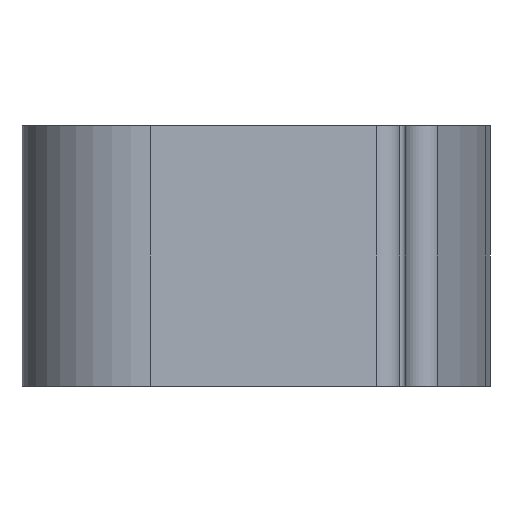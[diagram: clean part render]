
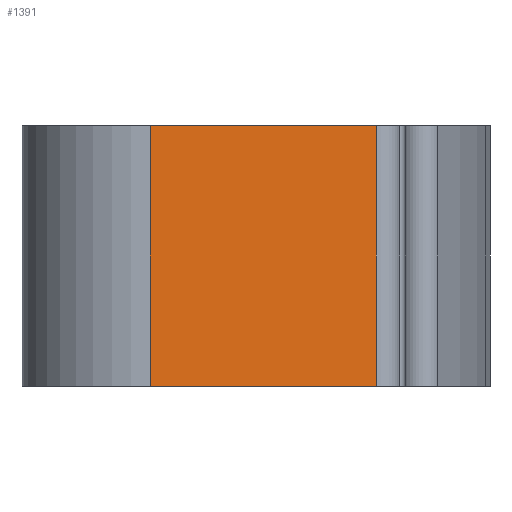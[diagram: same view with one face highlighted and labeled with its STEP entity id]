
A CAD part, left-side view. The second image highlights one B-rep face of the part: STEP entity #1391.
In plain terms, the highlighted planar face has unit normal (-0.995, -0.096, 0).
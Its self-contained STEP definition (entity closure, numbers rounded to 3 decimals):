
#1 = EDGE_CURVE ( 'NONE', #484, #464, #1799, .T. ) ;
#51 = EDGE_LOOP ( 'NONE', ( #1749, #1750, #1751, #1752 ) ) ;
#397 = CARTESIAN_POINT ( 'NONE',  ( -5.229, -2.931, -37.481 ) ) ;
#464 = VERTEX_POINT ( 'NONE', #616 ) ;
#484 = VERTEX_POINT ( 'NONE', #636 ) ;
#499 = VERTEX_POINT ( 'NONE', #651 ) ;
#529 = VERTEX_POINT ( 'NONE', #681 ) ;
#546 = DIRECTION ( 'NONE',  ( 0., 0., 1. ) ) ;
#616 = CARTESIAN_POINT ( 'NONE',  ( -5.229, -2.931, 5. ) ) ;
#636 = CARTESIAN_POINT ( 'NONE',  ( -5.229, -2.931, -5. ) ) ;
#651 = CARTESIAN_POINT ( 'NONE',  ( -4.395, -11.596, 5. ) ) ;
#681 = CARTESIAN_POINT ( 'NONE',  ( -4.395, -11.596, -5. ) ) ;
#880 = DIRECTION ( 'NONE',  ( 0.096, -0.995, 0. ) ) ;
#919 = CARTESIAN_POINT ( 'NONE',  ( -4.395, -11.596, -37.481 ) ) ;
#932 = DIRECTION ( 'NONE',  ( 0., 0., 1. ) ) ;
#983 = CARTESIAN_POINT ( 'NONE',  ( -4.395, -11.596, 5. ) ) ;
#988 = EDGE_CURVE ( 'NONE', #529, #499, #1881, .T. ) ;
#1006 = EDGE_CURVE ( 'NONE', #464, #499, #1891, .T. ) ;
#1391 = ADVANCED_FACE ( 'NONE', ( #2501 ), #3549, .T. ) ;
#1612 = AXIS2_PLACEMENT_3D ( 'NONE', #3548, #3558, #3559 ) ;
#1749 = ORIENTED_EDGE ( 'NONE', *, *, #3735, .F. ) ;
#1750 = ORIENTED_EDGE ( 'NONE', *, *, #988, .T. ) ;
#1751 = ORIENTED_EDGE ( 'NONE', *, *, #1006, .F. ) ;
#1752 = ORIENTED_EDGE ( 'NONE', *, *, #1, .F. ) ;
#1799 = LINE ( 'NONE', #397, #1800 ) ;
#1800 = VECTOR ( 'NONE', #546, 1000. ) ;
#1880 = VECTOR ( 'NONE', #932, 1000. ) ;
#1881 = LINE ( 'NONE', #919, #1880 ) ;
#1891 = LINE ( 'NONE', #983, #1893 ) ;
#1893 = VECTOR ( 'NONE', #880, 1000. ) ;
#2490 = VECTOR ( 'NONE', #3711, 1000. ) ;
#2501 = FACE_OUTER_BOUND ( 'NONE', #51, .T. ) ;
#2585 = LINE ( 'NONE', #3708, #2490 ) ;
#3548 = CARTESIAN_POINT ( 'NONE',  ( -4.395, -11.596, -37.481 ) ) ;
#3549 = PLANE ( 'NONE',  #1612 ) ;
#3558 = DIRECTION ( 'NONE',  ( -0.995, -0.096, 0. ) ) ;
#3559 = DIRECTION ( 'NONE',  ( 0.096, -0.995, 0. ) ) ;
#3708 = CARTESIAN_POINT ( 'NONE',  ( -4.395, -11.596, -5. ) ) ;
#3711 = DIRECTION ( 'NONE',  ( -0.096, 0.995, 0. ) ) ;
#3735 = EDGE_CURVE ( 'NONE', #529, #484, #2585, .T. ) ;
